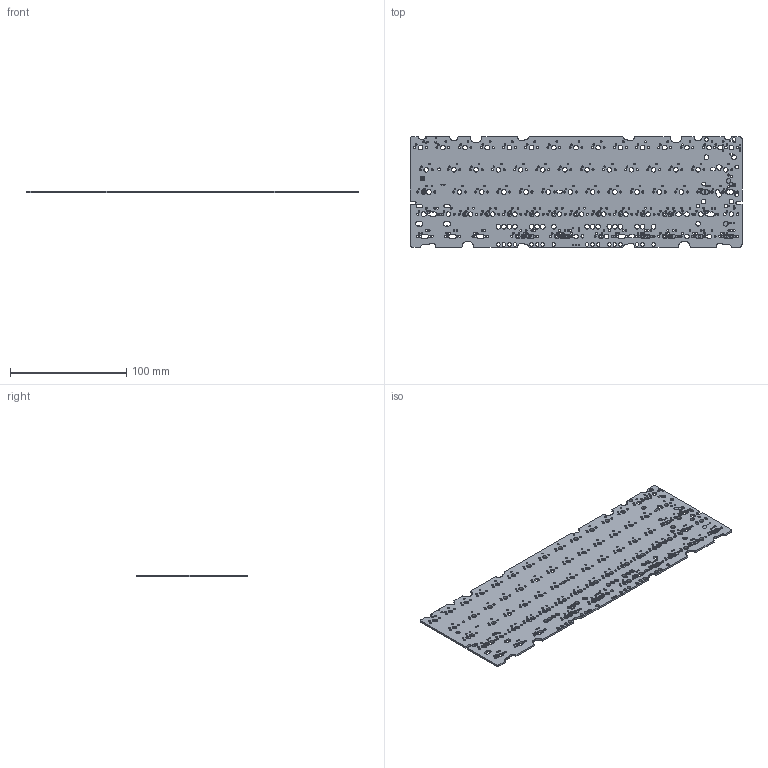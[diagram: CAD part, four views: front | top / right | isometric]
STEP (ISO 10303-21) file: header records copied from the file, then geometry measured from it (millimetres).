
FILE_DESCRIPTION(/* description */ (''),/* implementation_level */ '2;1');
FILE_NAME(/* name */ 'pi60_v1.1 combined2.step',/* time_stamp */ '2023-09-16T08:40:07-05:00',/* author */ (''),/* organization */ (''),/* preprocessor_version */ 'ST-DEVELOPER v20',/* originating_system */ 'Autodesk Translation Framework v12.9.0.99',/* authorisation */ '');
FILE_SCHEMA (('AUTOMOTIVE_DESIGN { 1 0 10303 214 3 1 1 }'));
Length unit declared in the file: millimetre
Products named in the file (2): pi60_v1.1; pi60_v1.1 PCB
Assembly tree (1 placements, depth 2):
  pi60_v1.1
    pi60_v1.1 PCB
Bounding box: 285 x 94.6 x 1.58 mm (x, y, z)
Volume: 38365.8 mm3; surface area: 55275.3 mm2
Topology: 2 solids, 2 shells, 1748 faces, 4926 edges, 3236 vertices
Faces by surface type: plane 1191, cylinder 557
Full cylindrical faces by diameter (mm): 0.35 x9, 0.65 x2, 1 x16, 1.47 x200, 1.75 x136, 2.5 x1, 3.048 x23, 3.988 x77
Entity records: 58783 total; most frequent: DIRECTION 10106, CARTESIAN_POINT 9913, ORIENTED_EDGE 9852, EDGE_CURVE 4926, AXIS2_PLACEMENT_3D 3429, LINE 3248, VECTOR 3248, VERTEX_POINT 3236
